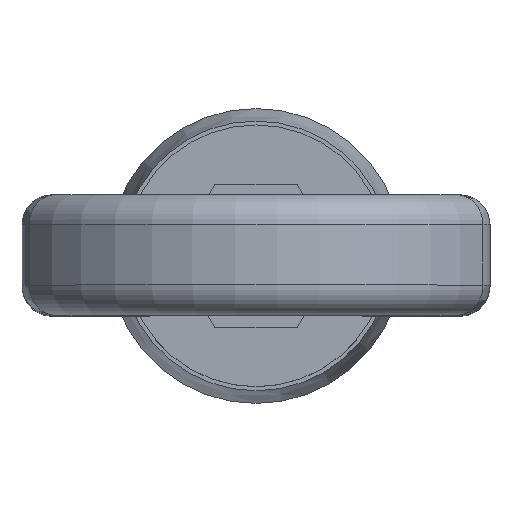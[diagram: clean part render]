
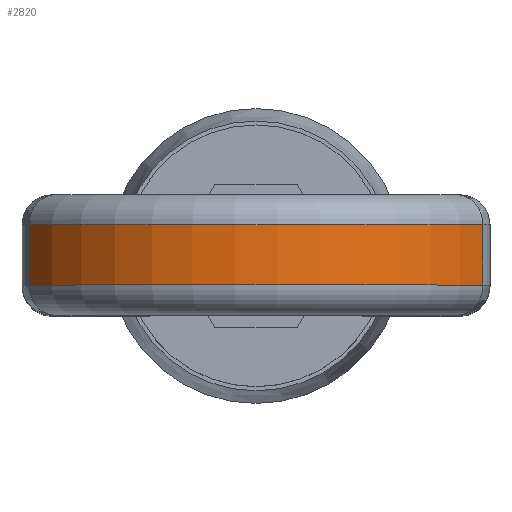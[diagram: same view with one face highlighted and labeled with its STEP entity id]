
A CAD part, top view. The second image highlights one B-rep face of the part: STEP entity #2820.
In plain terms, the highlighted cylindrical face has radius 64.803 mm (diameter 129.605 mm), a partial arc.
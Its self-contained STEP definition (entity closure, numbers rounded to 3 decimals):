
#1870=LINE('',#7760,#2178);
#1871=LINE('',#7765,#2179);
#2178=VECTOR('',#6359,1.);
#2179=VECTOR('',#6362,1.);
#2460=FACE_OUTER_BOUND('',#3198,.T.);
#2820=ADVANCED_FACE('',(#2460),#3046,.T.);
#3046=CYLINDRICAL_SURFACE('',#5906,64.803);
#3198=EDGE_LOOP('',(#3739,#3740,#3741,#3742));
#3739=ORIENTED_EDGE('',*,*,#5368,.T.);
#3740=ORIENTED_EDGE('',*,*,#5369,.T.);
#3741=ORIENTED_EDGE('',*,*,#5370,.T.);
#3742=ORIENTED_EDGE('',*,*,#5371,.T.);
#4927=VERTEX_POINT('',#7761);
#4928=VERTEX_POINT('',#7762);
#4929=VERTEX_POINT('',#7764);
#4930=VERTEX_POINT('',#7766);
#5368=EDGE_CURVE('',#4927,#4928,#1870,.T.);
#5369=EDGE_CURVE('',#4928,#4929,#5791,.T.);
#5370=EDGE_CURVE('',#4929,#4930,#1871,.T.);
#5371=EDGE_CURVE('',#4930,#4927,#5792,.T.);
#5791=CIRCLE('',#5904,64.803);
#5792=CIRCLE('',#5905,64.803);
#5904=AXIS2_PLACEMENT_3D('',#7763,#6360,#6361);
#5905=AXIS2_PLACEMENT_3D('',#7767,#6363,#6364);
#5906=AXIS2_PLACEMENT_3D('',#7768,#6365,#6366);
#6359=DIRECTION('',(0.,1.,0.));
#6360=DIRECTION('',(0.,-1.,0.));
#6361=DIRECTION('',(-1.,0.,0.));
#6362=DIRECTION('',(0.,-1.,0.));
#6363=DIRECTION('',(0.,1.,0.));
#6364=DIRECTION('',(0.,0.,-1.));
#6365=DIRECTION('',(0.,1.,0.));
#6366=DIRECTION('',(0.,0.,1.));
#7760=CARTESIAN_POINT('',(57.222,-15.2,174.612));
#7761=CARTESIAN_POINT('',(57.222,-7.6,174.612));
#7762=CARTESIAN_POINT('',(57.222,7.6,174.612));
#7763=CARTESIAN_POINT('',(0.,7.6,144.197));
#7764=CARTESIAN_POINT('',(-57.222,7.6,174.612));
#7765=CARTESIAN_POINT('',(-57.222,-15.2,174.612));
#7766=CARTESIAN_POINT('',(-57.222,-7.6,174.612));
#7767=CARTESIAN_POINT('',(0.,-7.6,144.197));
#7768=CARTESIAN_POINT('',(0.,-15.2,144.197));
